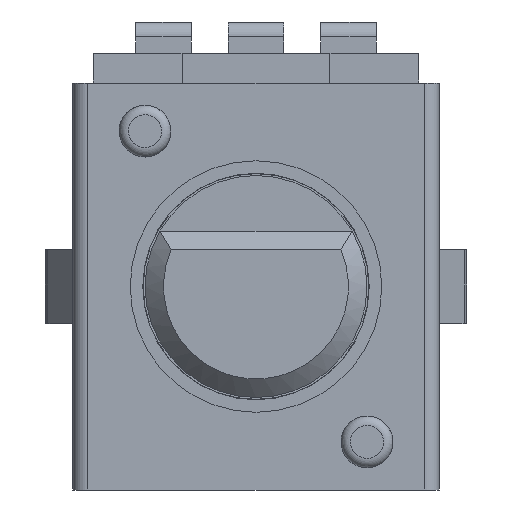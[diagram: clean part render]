
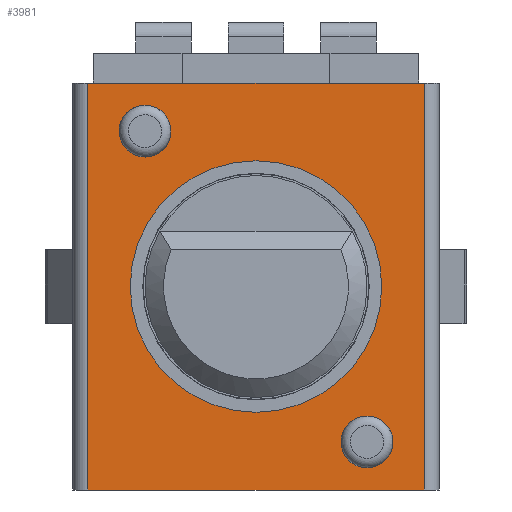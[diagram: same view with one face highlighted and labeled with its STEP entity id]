
A CAD part, front view. The second image highlights one B-rep face of the part: STEP entity #3981.
In plain terms, the highlighted planar face has unit normal (0, -1, 0).
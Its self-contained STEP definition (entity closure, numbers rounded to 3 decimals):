
#216=FACE_BOUND('',#611,.T.);
#217=FACE_BOUND('',#612,.T.);
#218=FACE_BOUND('',#613,.T.);
#258=CIRCLE('',#4254,3.4);
#259=CIRCLE('',#4255,0.7);
#260=CIRCLE('',#4256,0.7);
#385=FACE_OUTER_BOUND('',#610,.T.);
#610=EDGE_LOOP('',(#2974,#2975,#2976,#2977));
#611=EDGE_LOOP('',(#2978));
#612=EDGE_LOOP('',(#2979));
#613=EDGE_LOOP('',(#2980));
#934=LINE('',#5932,#1387);
#1001=LINE('',#6074,#1454);
#1002=LINE('',#6077,#1455);
#1003=LINE('',#6079,#1456);
#1387=VECTOR('',#4752,9.1);
#1454=VECTOR('',#4853,9.1);
#1455=VECTOR('',#4858,11.);
#1456=VECTOR('',#4861,11.);
#1827=VERTEX_POINT('',#5929);
#1828=VERTEX_POINT('',#5931);
#1885=VERTEX_POINT('',#6071);
#1886=VERTEX_POINT('',#6073);
#1887=VERTEX_POINT('',#6080);
#1888=VERTEX_POINT('',#6082);
#1889=VERTEX_POINT('',#6084);
#2234=EDGE_CURVE('',#1827,#1828,#934,.T.);
#2307=EDGE_CURVE('',#1886,#1885,#1001,.T.);
#2309=EDGE_CURVE('',#1827,#1886,#1002,.T.);
#2310=EDGE_CURVE('',#1885,#1828,#1003,.T.);
#2311=EDGE_CURVE('',#1887,#1887,#258,.T.);
#2312=EDGE_CURVE('',#1888,#1888,#259,.T.);
#2313=EDGE_CURVE('',#1889,#1889,#260,.T.);
#2974=ORIENTED_EDGE('',*,*,#2307,.T.);
#2975=ORIENTED_EDGE('',*,*,#2310,.T.);
#2976=ORIENTED_EDGE('',*,*,#2234,.F.);
#2977=ORIENTED_EDGE('',*,*,#2309,.T.);
#2978=ORIENTED_EDGE('',*,*,#2311,.F.);
#2979=ORIENTED_EDGE('',*,*,#2312,.F.);
#2980=ORIENTED_EDGE('',*,*,#2313,.F.);
#3806=PLANE('',#4253);
#3981=ADVANCED_FACE('',(#385,#216,#217,#218),#3806,.T.);
#4253=AXIS2_PLACEMENT_3D('',#6078,#4859,#4860);
#4254=AXIS2_PLACEMENT_3D('',#6081,#4862,#4863);
#4255=AXIS2_PLACEMENT_3D('',#6083,#4864,#4865);
#4256=AXIS2_PLACEMENT_3D('',#6085,#4866,#4867);
#4752=DIRECTION('',(1.,0.,0.));
#4853=DIRECTION('',(1.,0.,0.));
#4858=DIRECTION('',(0.,0.,-1.));
#4859=DIRECTION('center_axis',(0.,-1.,0.));
#4860=DIRECTION('ref_axis',(1.,0.,0.));
#4861=DIRECTION('',(0.,0.,1.));
#4862=DIRECTION('center_axis',(0.,-1.,0.));
#4863=DIRECTION('ref_axis',(1.,0.,0.));
#4864=DIRECTION('center_axis',(0.,-1.,0.));
#4865=DIRECTION('ref_axis',(0.,0.,-1.));
#4866=DIRECTION('center_axis',(0.,-1.,0.));
#4867=DIRECTION('ref_axis',(0.,0.,1.));
#5929=CARTESIAN_POINT('',(-4.55,-0.4,5.5));
#5931=CARTESIAN_POINT('',(4.55,-0.4,5.5));
#5932=CARTESIAN_POINT('',(-4.55,-0.4,5.5));
#6071=CARTESIAN_POINT('',(4.55,-0.4,-5.5));
#6073=CARTESIAN_POINT('',(-4.55,-0.4,-5.5));
#6074=CARTESIAN_POINT('',(-4.55,-0.4,-5.5));
#6077=CARTESIAN_POINT('',(-4.55,-0.4,5.5));
#6078=CARTESIAN_POINT('Origin',(-4.55,-0.4,-5.5));
#6079=CARTESIAN_POINT('',(4.55,-0.4,-5.5));
#6080=CARTESIAN_POINT('',(-3.4,-0.4,0.));
#6081=CARTESIAN_POINT('Origin',(0.,-0.4,0.));
#6082=CARTESIAN_POINT('',(3.,-0.4,-3.5));
#6083=CARTESIAN_POINT('Origin',(3.,-0.4,-4.2));
#6084=CARTESIAN_POINT('',(-3.,-0.4,4.9));
#6085=CARTESIAN_POINT('Origin',(-3.,-0.4,4.2));
